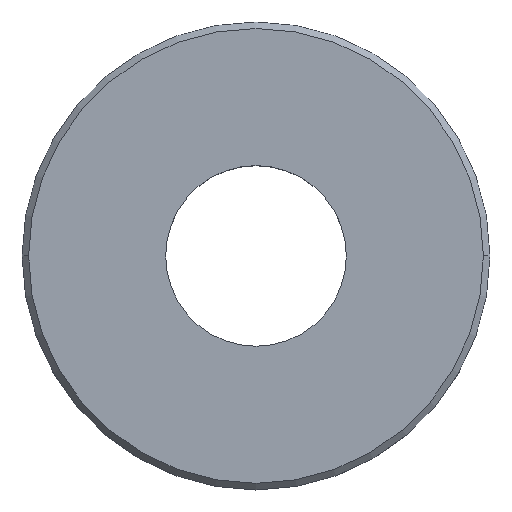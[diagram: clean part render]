
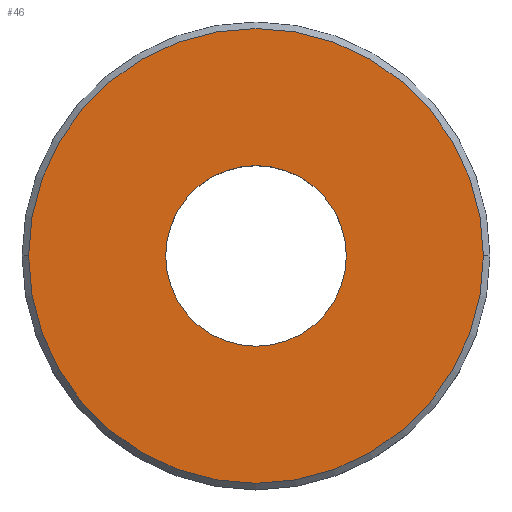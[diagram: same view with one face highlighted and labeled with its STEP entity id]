
A CAD part, top view. The second image highlights one B-rep face of the part: STEP entity #46.
In plain terms, the highlighted planar face has unit normal (0, 0, 1).
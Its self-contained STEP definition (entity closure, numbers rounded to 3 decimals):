
#1 = EDGE_LOOP ( 'NONE', ( #118, #5 ) ) ;
#5 = ORIENTED_EDGE ( 'NONE', *, *, #51, .F. ) ;
#7 = CIRCLE ( 'NONE', #175, 4.15 ) ;
#20 = VERTEX_POINT ( 'NONE', #227 ) ;
#30 = EDGE_CURVE ( 'NONE', #97, #113, #82, .T. ) ;
#32 = PLANE ( 'NONE',  #197 ) ;
#46 = ADVANCED_FACE ( 'NONE', ( #105, #277 ), #32, .T. ) ;
#51 = EDGE_CURVE ( 'NONE', #259, #20, #63, .T. ) ;
#61 = DIRECTION ( 'NONE',  ( 0., 0., 1. ) ) ;
#63 = CIRCLE ( 'NONE', #291, 4.15 ) ;
#69 = ORIENTED_EDGE ( 'NONE', *, *, #30, .T. ) ;
#80 = CARTESIAN_POINT ( 'NONE',  ( 0., 0., 3.45 ) ) ;
#81 = CARTESIAN_POINT ( 'NONE',  ( 0., 0., 3.45 ) ) ;
#82 = CIRCLE ( 'NONE', #149, 10.45 ) ;
#89 = DIRECTION ( 'NONE',  ( 0., 0., 1. ) ) ;
#97 = VERTEX_POINT ( 'NONE', #231 ) ;
#99 = EDGE_LOOP ( 'NONE', ( #264, #69 ) ) ;
#105 = FACE_OUTER_BOUND ( 'NONE', #99, .T. ) ;
#108 = DIRECTION ( 'NONE',  ( 1., 0., 0. ) ) ;
#109 = DIRECTION ( 'NONE',  ( 1., 0., 0. ) ) ;
#113 = VERTEX_POINT ( 'NONE', #131 ) ;
#118 = ORIENTED_EDGE ( 'NONE', *, *, #256, .F. ) ;
#124 = DIRECTION ( 'NONE',  ( 1., 0., 0. ) ) ;
#125 = AXIS2_PLACEMENT_3D ( 'NONE', #81, #61, #233 ) ;
#126 = CARTESIAN_POINT ( 'NONE',  ( 0., 0., 3.45 ) ) ;
#131 = CARTESIAN_POINT ( 'NONE',  ( -10.45, 0., 3.45 ) ) ;
#134 = EDGE_CURVE ( 'NONE', #113, #97, #226, .T. ) ;
#149 = AXIS2_PLACEMENT_3D ( 'NONE', #80, #302, #283 ) ;
#169 = CARTESIAN_POINT ( 'NONE',  ( 0., 0., 3.45 ) ) ;
#175 = AXIS2_PLACEMENT_3D ( 'NONE', #169, #274, #124 ) ;
#197 = AXIS2_PLACEMENT_3D ( 'NONE', #126, #303, #109 ) ;
#225 = CARTESIAN_POINT ( 'NONE',  ( 4.15, 0., 3.45 ) ) ;
#226 = CIRCLE ( 'NONE', #125, 10.45 ) ;
#227 = CARTESIAN_POINT ( 'NONE',  ( -4.15, 0., 3.45 ) ) ;
#231 = CARTESIAN_POINT ( 'NONE',  ( 10.45, 0., 3.45 ) ) ;
#233 = DIRECTION ( 'NONE',  ( 1., 0., 0. ) ) ;
#256 = EDGE_CURVE ( 'NONE', #20, #259, #7, .T. ) ;
#259 = VERTEX_POINT ( 'NONE', #225 ) ;
#264 = ORIENTED_EDGE ( 'NONE', *, *, #134, .T. ) ;
#266 = CARTESIAN_POINT ( 'NONE',  ( 0., 0., 3.45 ) ) ;
#274 = DIRECTION ( 'NONE',  ( 0., 0., 1. ) ) ;
#277 = FACE_BOUND ( 'NONE', #1, .T. ) ;
#283 = DIRECTION ( 'NONE',  ( 1., 0., 0. ) ) ;
#291 = AXIS2_PLACEMENT_3D ( 'NONE', #266, #89, #108 ) ;
#302 = DIRECTION ( 'NONE',  ( 0., 0., 1. ) ) ;
#303 = DIRECTION ( 'NONE',  ( 0., 0., 1. ) ) ;
